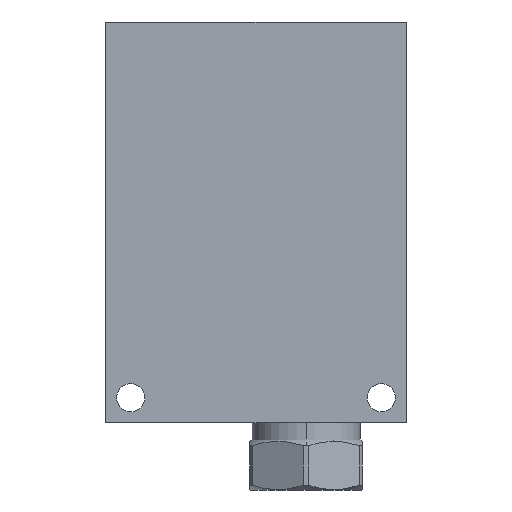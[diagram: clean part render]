
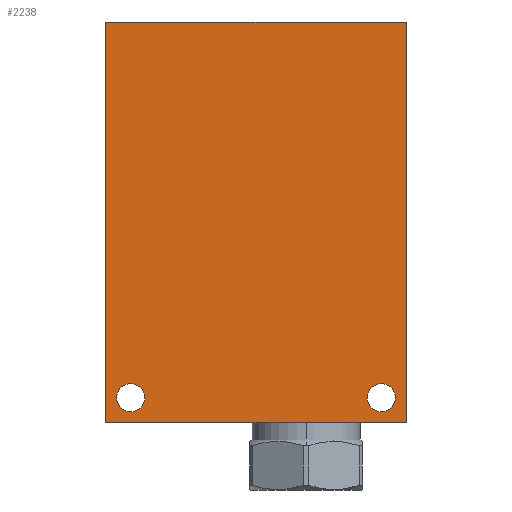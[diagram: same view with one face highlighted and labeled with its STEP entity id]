
A CAD part, left-side view. The second image highlights one B-rep face of the part: STEP entity #2238.
In plain terms, the highlighted planar face has unit normal (-1, 0, 0).
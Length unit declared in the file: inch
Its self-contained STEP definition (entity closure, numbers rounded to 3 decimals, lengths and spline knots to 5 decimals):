
#1=DIRECTION('',(0.,-1.,0.));
#2=VECTOR('',#1,3.);
#3=CARTESIAN_POINT('',(0.,0.,0.));
#4=LINE('',#3,#2);
#27=DIRECTION('',(0.,0.,1.));
#28=VECTOR('',#27,4.);
#29=CARTESIAN_POINT('',(0.,0.,0.));
#30=LINE('',#29,#28);
#31=CARTESIAN_POINT('',(0.,-0.25,0.25));
#32=DIRECTION('',(1.,0.,0.));
#33=DIRECTION('',(0.,0.,-1.));
#34=AXIS2_PLACEMENT_3D('',#31,#32,#33);
#36=CARTESIAN_POINT('',(0.,-0.25,0.25));
#37=DIRECTION('',(1.,0.,0.));
#38=DIRECTION('',(0.,0.,1.));
#39=AXIS2_PLACEMENT_3D('',#36,#37,#38);
#41=CARTESIAN_POINT('',(0.,-2.75,0.25));
#42=DIRECTION('',(1.,0.,0.));
#43=DIRECTION('',(0.,0.,-1.));
#44=AXIS2_PLACEMENT_3D('',#41,#42,#43);
#46=CARTESIAN_POINT('',(0.,-2.75,0.25));
#47=DIRECTION('',(1.,0.,0.));
#48=DIRECTION('',(0.,0.,1.));
#49=AXIS2_PLACEMENT_3D('',#46,#47,#48);
#89=DIRECTION('',(0.,0.,1.));
#90=VECTOR('',#89,4.);
#91=CARTESIAN_POINT('',(0.,-3.,0.));
#92=LINE('',#91,#90);
#123=DIRECTION('',(0.,-1.,0.));
#124=VECTOR('',#123,3.);
#125=CARTESIAN_POINT('',(0.,0.,4.));
#126=LINE('',#125,#124);
#1964=CARTESIAN_POINT('',(0.,0.,0.));
#1965=CARTESIAN_POINT('',(0.,-3.,0.));
#1966=VERTEX_POINT('',#1964);
#1967=VERTEX_POINT('',#1965);
#1972=CARTESIAN_POINT('',(0.,0.,4.));
#1973=CARTESIAN_POINT('',(0.,-3.,4.));
#1974=VERTEX_POINT('',#1972);
#1975=VERTEX_POINT('',#1973);
#2066=CARTESIAN_POINT('',(0.,-0.25,0.1095));
#2067=CARTESIAN_POINT('',(0.,-0.25,0.3905));
#2068=VERTEX_POINT('',#2066);
#2069=VERTEX_POINT('',#2067);
#2074=CARTESIAN_POINT('',(0.,-2.75,0.1095));
#2075=CARTESIAN_POINT('',(0.,-2.75,0.3905));
#2076=VERTEX_POINT('',#2074);
#2077=VERTEX_POINT('',#2075);
#2212=CARTESIAN_POINT('',(0.,0.,0.));
#2213=DIRECTION('',(-1.,0.,0.));
#2214=DIRECTION('',(0.,-1.,0.));
#2215=AXIS2_PLACEMENT_3D('',#2212,#2213,#2214);
#2216=PLANE('',#2215);
#2217=ORIENTED_EDGE('',*,*,#2195,.F.);
#2219=ORIENTED_EDGE('',*,*,#2218,.T.);
#2221=ORIENTED_EDGE('',*,*,#2220,.T.);
#2223=ORIENTED_EDGE('',*,*,#2222,.F.);
#2224=EDGE_LOOP('',(#2217,#2219,#2221,#2223));
#2225=FACE_OUTER_BOUND('',#2224,.F.);
#2227=ORIENTED_EDGE('',*,*,#2226,.F.);
#2229=ORIENTED_EDGE('',*,*,#2228,.F.);
#2230=EDGE_LOOP('',(#2227,#2229));
#2231=FACE_BOUND('',#2230,.F.);
#2233=ORIENTED_EDGE('',*,*,#2232,.F.);
#2235=ORIENTED_EDGE('',*,*,#2234,.F.);
#2236=EDGE_LOOP('',(#2233,#2235));
#2237=FACE_BOUND('',#2236,.F.);
#2238=ADVANCED_FACE('',(#2225,#2231,#2237),#2216,.T.);
#35=CIRCLE('',#34,0.1405);
#40=CIRCLE('',#39,0.1405);
#45=CIRCLE('',#44,0.1405);
#50=CIRCLE('',#49,0.1405);
#2195=EDGE_CURVE('',#1966,#1967,#4,.T.);
#2218=EDGE_CURVE('',#1966,#1974,#30,.T.);
#2220=EDGE_CURVE('',#1974,#1975,#126,.T.);
#2222=EDGE_CURVE('',#1967,#1975,#92,.T.);
#2226=EDGE_CURVE('',#2068,#2069,#35,.T.);
#2228=EDGE_CURVE('',#2069,#2068,#40,.T.);
#2232=EDGE_CURVE('',#2076,#2077,#45,.T.);
#2234=EDGE_CURVE('',#2077,#2076,#50,.T.);
